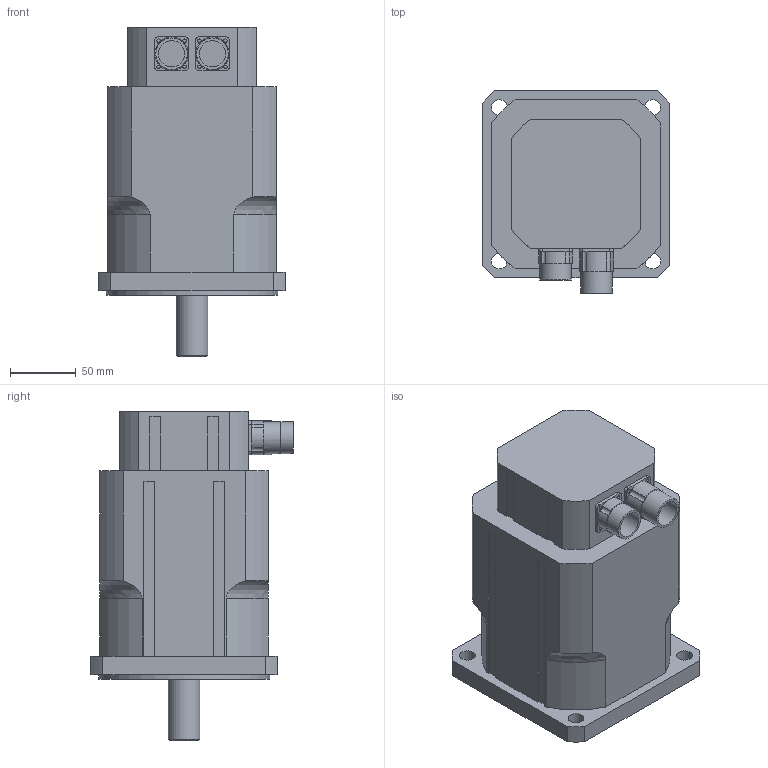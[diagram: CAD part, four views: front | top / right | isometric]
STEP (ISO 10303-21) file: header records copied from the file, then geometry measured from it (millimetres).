
FILE_DESCRIPTION((''),'2;1');
FILE_NAME('H5001 00 Z_1350.stp','2008-05-07T10:20:41',('oslejsek'),(''),'Autodesk Inventor 10','Autodesk Inventor 10','');
FILE_SCHEMA(('AUTOMOTIVE_DESIGN { 1 0 10303 214 1 1 1 1 }'));
Length unit declared in the file: millimetre
Products named in the file (4): H5001 00 Z_1350; H5001 00_1350; Konektor_rovny_mot; Konektor_rovny_res
Assembly tree (3 placements, depth 2):
  H5001 00 Z_1350
    H5001 00_1350
    Konektor_rovny_mot
    Konektor_rovny_res
Bounding box: 142 x 154 x 250 mm (x, y, z)
Volume: 2894187.3 mm3; surface area: 150524.8 mm2
Topology: 3 solids, 3 shells, 158 faces, 415 edges, 270 vertices
Faces by surface type: plane 87, cylinder 54, bspline 11, torus 4, cone 2
Full cylindrical faces by diameter (mm): 2.7 x8, 20 x2, 24 x3, 130 x1
Entity records: 5224 total; most frequent: CARTESIAN_POINT 1240, DIRECTION 844, ORIENTED_EDGE 760, EDGE_CURVE 380, AXIS2_PLACEMENT_3D 318, VERTEX_POINT 260, EDGE_LOOP 218, VECTOR 208
